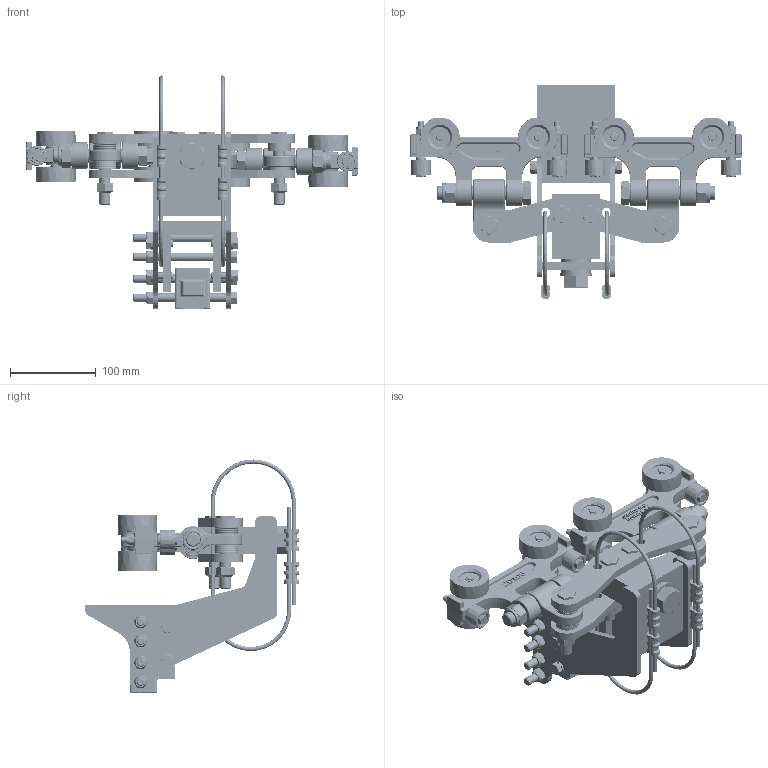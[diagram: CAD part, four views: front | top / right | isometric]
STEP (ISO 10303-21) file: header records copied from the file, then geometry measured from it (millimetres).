
FILE_DESCRIPTION((''),'2;1');
FILE_NAME('22600.stp','2011-04-18T06:32:32',('jholman'),(''),'Autodesk Inventor 2011','Autodesk Inventor 2011','');
FILE_SCHEMA(('AUTOMOTIVE_DESIGN { 1 0 10303 214 1 1 1 1 }'));
Length unit declared in the file: inch
Products named in the file (40): 22600; 25336; 3D11MUF4B; 3D11NUF4D; 3D111XF4C; 20100; 59790M; 59790; 3D11D6B4A; 3D11F6B4A; 3D1185B4B; 3D11N9B4B; 3D11N7B4C; 3D11V6B4B; Hex Cap Screw - Metric M16 x 100; 3D11SWF4A; 3D11QWF4A; 3D11RWF4A; 3D11TWF4A; 3D11UWF4A; 3D110XF4B; 3D11Q9B4A; 3D1191G4A; 3D1135B4B; 3D11D9B4B; 3D1193E4C; Hex Bolt - Inch 3/4-10 UNC - 2.5; Unbrako (Slotted - Inch) 3/16 x 1.1/4; ANSI/AFBMA 21.1 NT - Thrust Needle Roller And Cage Assembly 20NT01; 3D11G3B4A; Hex Bolt - Inch 1/2-13 UNC - 3; Prevailing Torque Type Hex Nut - UNC (Regular Thread - Inch)  (IFI) 1/2 - 13 Metal Type; Hex Bolt - Inch 3/8-16 UNC - 4.5; Prevailing Torque Type Hex Nut - Inch (IFI) 3/8 - 16 Top Insert Type; 3D11SUF4A; Hex Bolt - Inch 5/16-18 UNC - 1; Regular Helical Spring Lock Washer (Inch) 5/16; 3D11TUF4C; 3D114OD4A; 3D11N3B4A
Assembly tree (95 placements, depth 5):
  22600
    25336
    3D11MUF4B
    3D11NUF4D  x2
    3D111XF4C  x2
      20100
        59790M
          59790
        3D11D6B4A  x4
        3D11F6B4A  x2
        3D1185B4B  x2
        3D11N9B4B  x4
          3D11N7B4C
          3D11V6B4B
        Hex Cap Screw - Metric M16 x 100
        3D11SWF4A  x2
          3D11QWF4A
          3D11RWF4A
          3D11TWF4A
          3D11UWF4A
        3D110XF4B  x2
        3D11Q9B4A  x2
        3D1191G4A
      3D1135B4B
    3D11D9B4B  x4
    3D1193E4C
    Hex Bolt - Inch 3/4-10 UNC - 2.5
    Unbrako (Slotted - Inch) 3/16 x 1.1/4
    ANSI/AFBMA 21.1 NT - Thrust Needle Roller And Cage Assembly 20NT01  x2
    3D11G3B4A
    Hex Bolt - Inch 1/2-13 UNC - 3  x4
    Prevailing Torque Type Hex Nut - UNC (Regular Thread - Inch)  (IFI) 1/2 - 13 Metal Type  x4
    Hex Bolt - Inch 3/8-16 UNC - 4.5  x4
    Prevailing Torque Type Hex Nut - Inch (IFI) 3/8 - 16 Top Insert Type  x4
    3D11SUF4A  x2
    Hex Bolt - Inch 5/16-18 UNC - 1  x4
    Regular Helical Spring Lock Washer (Inch) 5/16  x4
    3D11TUF4C  x2
    3D114OD4A  x4
    3D11N3B4A  x16
Bounding box: 387.35 x 249.91 x 271.94 mm (x, y, z)
Volume: 1498077.7 mm3; surface area: 527655.3 mm2
Topology: 162 solids, 162 shells, 4101 faces, 9461 edges, 5652 vertices
Faces by surface type: plane 1456, cylinder 934, bspline 808, cone 408, torus 359, sphere 136
Full cylindrical faces by diameter (mm): 1.041 x16, 1.194 x8, 2 x32, 4.763 x10, 6.35 x4, 6.401 x4, 6.909 x4, 7 x8, 7.036 x4, 7.099 x4, 7.137 x4, 7.798 x4, 7.938 x4, 8.731 x4, 9.525 x12, 9.855 x4, 10.249 x4, 10.319 x2, 10.592 x4, 10.716 x8, 11.113 x4, 11.176 x4, 12 x4, 12.7 x12, 13.081 x4, 13.096 x2, 13.097 x4, 13.386 x2, 13.494 x22, 13.843 x2
Entity records: 52588 total; most frequent: CARTESIAN_POINT 17179, DIRECTION 6920, ORIENTED_EDGE 6840, EDGE_CURVE 3420, AXIS2_PLACEMENT_3D 2669, VERTEX_POINT 2184, EDGE_LOOP 1932, VECTOR 1582
